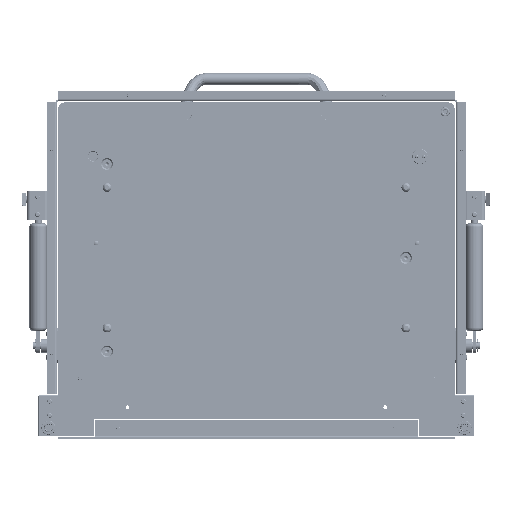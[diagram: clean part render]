
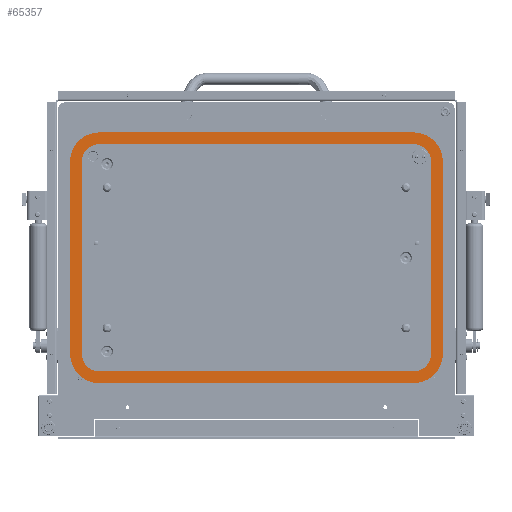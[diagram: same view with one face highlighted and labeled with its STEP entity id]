
A CAD part, front view. The second image highlights one B-rep face of the part: STEP entity #65357.
In plain terms, the highlighted planar face has unit normal (0, -1, 0).
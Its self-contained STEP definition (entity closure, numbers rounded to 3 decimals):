
#31 = VERTEX_POINT ( 'NONE', #64471 ) ;
#65 = VERTEX_POINT ( 'NONE', #38035 ) ;
#199 = EDGE_CURVE ( 'NONE', #36207, #43321, #43904, .T. ) ;
#1072 = DIRECTION ( 'NONE',  ( 0., 1., 0. ) ) ;
#1307 = CARTESIAN_POINT ( 'NONE',  ( -134., 0., -82. ) ) ;
#3078 = CIRCLE ( 'NONE', #19066, 25. ) ;
#3502 = VECTOR ( 'NONE', #68765, 1000. ) ;
#3681 = VERTEX_POINT ( 'NONE', #29438 ) ;
#3933 = DIRECTION ( 'NONE',  ( 0., 1., 0. ) ) ;
#4222 = VECTOR ( 'NONE', #32156, 1000. ) ;
#4319 = CARTESIAN_POINT ( 'NONE',  ( 134., 0., -107. ) ) ;
#4581 = LINE ( 'NONE', #27258, #57640 ) ;
#5974 = VECTOR ( 'NONE', #49858, 1000. ) ;
#6973 = VERTEX_POINT ( 'NONE', #25072 ) ;
#7838 = CARTESIAN_POINT ( 'NONE',  ( 159., 0., -82. ) ) ;
#7884 = VERTEX_POINT ( 'NONE', #70057 ) ;
#8408 = EDGE_CURVE ( 'NONE', #42280, #55476, #29523, .T. ) ;
#8620 = EDGE_CURVE ( 'NONE', #15500, #47485, #20835, .T. ) ;
#8854 = CIRCLE ( 'NONE', #18739, 15. ) ;
#9162 = EDGE_CURVE ( 'NONE', #11589, #28240, #11072, .T. ) ;
#9610 = LINE ( 'NONE', #68049, #3502 ) ;
#9773 = CARTESIAN_POINT ( 'NONE',  ( 134., 0., -97. ) ) ;
#10072 = CARTESIAN_POINT ( 'NONE',  ( -134., 0., 82. ) ) ;
#11072 = CIRCLE ( 'NONE', #42700, 25. ) ;
#11300 = ORIENTED_EDGE ( 'NONE', *, *, #27531, .F. ) ;
#11589 = VERTEX_POINT ( 'NONE', #7838 ) ;
#12489 = PLANE ( 'NONE',  #56366 ) ;
#12711 = ORIENTED_EDGE ( 'NONE', *, *, #13129, .T. ) ;
#13129 = EDGE_CURVE ( 'NONE', #59959, #3681, #22878, .T. ) ;
#13569 = CARTESIAN_POINT ( 'NONE',  ( -159., 0., 82. ) ) ;
#13573 = CARTESIAN_POINT ( 'NONE',  ( 134., 0., -97. ) ) ;
#14649 = ORIENTED_EDGE ( 'NONE', *, *, #23832, .F. ) ;
#15500 = VERTEX_POINT ( 'NONE', #57277 ) ;
#17202 = CIRCLE ( 'NONE', #49333, 25. ) ;
#18739 = AXIS2_PLACEMENT_3D ( 'NONE', #10072, #54490, #65856 ) ;
#19066 = AXIS2_PLACEMENT_3D ( 'NONE', #48499, #25689, #31039 ) ;
#19507 = EDGE_LOOP ( 'NONE', ( #21646, #53779, #47418, #61767, #36462, #11300, #33001, #14649 ) ) ;
#19760 = EDGE_CURVE ( 'NONE', #70136, #6973, #3078, .T. ) ;
#20096 = VECTOR ( 'NONE', #36398, 1000. ) ;
#20835 = LINE ( 'NONE', #60498, #5974 ) ;
#21646 = ORIENTED_EDGE ( 'NONE', *, *, #32812, .F. ) ;
#21943 = DIRECTION ( 'NONE',  ( 0., 0., -1. ) ) ;
#22878 = CIRCLE ( 'NONE', #41542, 15. ) ;
#23155 = CIRCLE ( 'NONE', #54455, 15. ) ;
#23757 = FACE_BOUND ( 'NONE', #41520, .T. ) ;
#23832 = EDGE_CURVE ( 'NONE', #36623, #70136, #9610, .T. ) ;
#24092 = DIRECTION ( 'NONE',  ( 0., 0., 1. ) ) ;
#24319 = CARTESIAN_POINT ( 'NONE',  ( 134., 0., 82. ) ) ;
#25072 = CARTESIAN_POINT ( 'NONE',  ( -134., 0., 107. ) ) ;
#25467 = DIRECTION ( 'NONE',  ( 1., 0., 0. ) ) ;
#25689 = DIRECTION ( 'NONE',  ( 0., 1., 0. ) ) ;
#25761 = CARTESIAN_POINT ( 'NONE',  ( 134., 0., 107. ) ) ;
#27258 = CARTESIAN_POINT ( 'NONE',  ( 149., 0., -82. ) ) ;
#27531 = EDGE_CURVE ( 'NONE', #6973, #36207, #62707, .T. ) ;
#28240 = VERTEX_POINT ( 'NONE', #4319 ) ;
#29438 = CARTESIAN_POINT ( 'NONE',  ( 149., 0., 82. ) ) ;
#29523 = LINE ( 'NONE', #9773, #4222 ) ;
#29548 = EDGE_CURVE ( 'NONE', #31, #42280, #43901, .T. ) ;
#29972 = VECTOR ( 'NONE', #43696, 1000. ) ;
#30443 = DIRECTION ( 'NONE',  ( 0., 1., 0. ) ) ;
#30561 = CARTESIAN_POINT ( 'NONE',  ( 134., 0., 97. ) ) ;
#31039 = DIRECTION ( 'NONE',  ( 0., 0., -1. ) ) ;
#31076 = AXIS2_PLACEMENT_3D ( 'NONE', #53987, #3933, #65119 ) ;
#32156 = DIRECTION ( 'NONE',  ( -1., 0., 0. ) ) ;
#32812 = EDGE_CURVE ( 'NONE', #7884, #36623, #17202, .T. ) ;
#33001 = ORIENTED_EDGE ( 'NONE', *, *, #19760, .F. ) ;
#34406 = CARTESIAN_POINT ( 'NONE',  ( -159., 0., -82. ) ) ;
#35751 = DIRECTION ( 'NONE',  ( 0., 0., 1. ) ) ;
#36207 = VERTEX_POINT ( 'NONE', #25761 ) ;
#36398 = DIRECTION ( 'NONE',  ( 1., 0., 0. ) ) ;
#36462 = ORIENTED_EDGE ( 'NONE', *, *, #199, .F. ) ;
#36623 = VERTEX_POINT ( 'NONE', #34406 ) ;
#38035 = CARTESIAN_POINT ( 'NONE',  ( -134., 0., 97. ) ) ;
#39963 = DIRECTION ( 'NONE',  ( 0., 0., 1. ) ) ;
#40057 = DIRECTION ( 'NONE',  ( 0., 1., 0. ) ) ;
#40533 = DIRECTION ( 'NONE',  ( 0., 0., 1. ) ) ;
#40794 = CARTESIAN_POINT ( 'NONE',  ( 134., 0., 82. ) ) ;
#41520 = EDGE_LOOP ( 'NONE', ( #58133, #70031, #43797, #52656, #48276, #42841, #12711, #43046 ) ) ;
#41542 = AXIS2_PLACEMENT_3D ( 'NONE', #40794, #40057, #24092 ) ;
#42280 = VERTEX_POINT ( 'NONE', #13573 ) ;
#42700 = AXIS2_PLACEMENT_3D ( 'NONE', #58553, #69969, #53707 ) ;
#42841 = ORIENTED_EDGE ( 'NONE', *, *, #68321, .T. ) ;
#43046 = ORIENTED_EDGE ( 'NONE', *, *, #56186, .T. ) ;
#43321 = VERTEX_POINT ( 'NONE', #66632 ) ;
#43531 = DIRECTION ( 'NONE',  ( -1., 0., 0. ) ) ;
#43628 = AXIS2_PLACEMENT_3D ( 'NONE', #24319, #52183, #40533 ) ;
#43696 = DIRECTION ( 'NONE',  ( 0., 0., -1. ) ) ;
#43797 = ORIENTED_EDGE ( 'NONE', *, *, #64139, .T. ) ;
#43901 = CIRCLE ( 'NONE', #31076, 15. ) ;
#43904 = CIRCLE ( 'NONE', #43628, 25. ) ;
#44083 = VECTOR ( 'NONE', #43531, 1000. ) ;
#47119 = DIRECTION ( 'NONE',  ( 0., 1., 0. ) ) ;
#47418 = ORIENTED_EDGE ( 'NONE', *, *, #9162, .F. ) ;
#47485 = VERTEX_POINT ( 'NONE', #52478 ) ;
#47724 = EDGE_CURVE ( 'NONE', #43321, #11589, #61173, .T. ) ;
#48276 = ORIENTED_EDGE ( 'NONE', *, *, #66450, .T. ) ;
#48499 = CARTESIAN_POINT ( 'NONE',  ( -134., 0., 82. ) ) ;
#49333 = AXIS2_PLACEMENT_3D ( 'NONE', #57549, #47119, #52216 ) ;
#49858 = DIRECTION ( 'NONE',  ( 0., 0., 1. ) ) ;
#49859 = CARTESIAN_POINT ( 'NONE',  ( 134., 0., 97. ) ) ;
#52183 = DIRECTION ( 'NONE',  ( 0., 1., 0. ) ) ;
#52216 = DIRECTION ( 'NONE',  ( 0., 0., 1. ) ) ;
#52478 = CARTESIAN_POINT ( 'NONE',  ( -149., 0., 82. ) ) ;
#52656 = ORIENTED_EDGE ( 'NONE', *, *, #8620, .T. ) ;
#53245 = FACE_OUTER_BOUND ( 'NONE', #19507, .T. ) ;
#53582 = LINE ( 'NONE', #30561, #63090 ) ;
#53707 = DIRECTION ( 'NONE',  ( 0., 0., -1. ) ) ;
#53779 = ORIENTED_EDGE ( 'NONE', *, *, #59987, .F. ) ;
#53987 = CARTESIAN_POINT ( 'NONE',  ( 134., 0., -82. ) ) ;
#54455 = AXIS2_PLACEMENT_3D ( 'NONE', #69460, #30443, #35751 ) ;
#54490 = DIRECTION ( 'NONE',  ( 0., 1., 0. ) ) ;
#55476 = VERTEX_POINT ( 'NONE', #62052 ) ;
#56186 = EDGE_CURVE ( 'NONE', #3681, #31, #4581, .T. ) ;
#56366 = AXIS2_PLACEMENT_3D ( 'NONE', #1307, #1072, #39963 ) ;
#57277 = CARTESIAN_POINT ( 'NONE',  ( -149., 0., -82. ) ) ;
#57549 = CARTESIAN_POINT ( 'NONE',  ( -134., 0., -82. ) ) ;
#57640 = VECTOR ( 'NONE', #21943, 1000. ) ;
#58023 = CARTESIAN_POINT ( 'NONE',  ( 134., 0., 107. ) ) ;
#58133 = ORIENTED_EDGE ( 'NONE', *, *, #29548, .T. ) ;
#58553 = CARTESIAN_POINT ( 'NONE',  ( 134., 0., -82. ) ) ;
#58813 = LINE ( 'NONE', #66039, #44083 ) ;
#59959 = VERTEX_POINT ( 'NONE', #49859 ) ;
#59987 = EDGE_CURVE ( 'NONE', #28240, #7884, #58813, .T. ) ;
#60498 = CARTESIAN_POINT ( 'NONE',  ( -149., 0., -82. ) ) ;
#61173 = LINE ( 'NONE', #65965, #29972 ) ;
#61767 = ORIENTED_EDGE ( 'NONE', *, *, #47724, .F. ) ;
#62052 = CARTESIAN_POINT ( 'NONE',  ( -134., 0., -97. ) ) ;
#62707 = LINE ( 'NONE', #58023, #20096 ) ;
#63090 = VECTOR ( 'NONE', #25467, 1000. ) ;
#64139 = EDGE_CURVE ( 'NONE', #55476, #15500, #23155, .T. ) ;
#64471 = CARTESIAN_POINT ( 'NONE',  ( 149., 0., -82. ) ) ;
#65119 = DIRECTION ( 'NONE',  ( 0., 0., -1. ) ) ;
#65357 = ADVANCED_FACE ( 'NONE', ( #53245, #23757 ), #12489, .F. ) ;
#65856 = DIRECTION ( 'NONE',  ( 0., 0., -1. ) ) ;
#65965 = CARTESIAN_POINT ( 'NONE',  ( 159., 0., -82. ) ) ;
#66039 = CARTESIAN_POINT ( 'NONE',  ( 134., 0., -107. ) ) ;
#66450 = EDGE_CURVE ( 'NONE', #47485, #65, #8854, .T. ) ;
#66632 = CARTESIAN_POINT ( 'NONE',  ( 159., 0., 82. ) ) ;
#68049 = CARTESIAN_POINT ( 'NONE',  ( -159., 0., -82. ) ) ;
#68321 = EDGE_CURVE ( 'NONE', #65, #59959, #53582, .T. ) ;
#68765 = DIRECTION ( 'NONE',  ( 0., 0., 1. ) ) ;
#69460 = CARTESIAN_POINT ( 'NONE',  ( -134., 0., -82. ) ) ;
#69969 = DIRECTION ( 'NONE',  ( 0., 1., 0. ) ) ;
#70031 = ORIENTED_EDGE ( 'NONE', *, *, #8408, .T. ) ;
#70057 = CARTESIAN_POINT ( 'NONE',  ( -134., 0., -107. ) ) ;
#70136 = VERTEX_POINT ( 'NONE', #13569 ) ;
